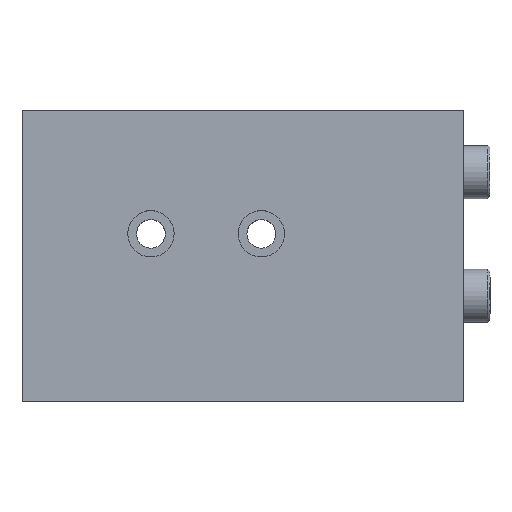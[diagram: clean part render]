
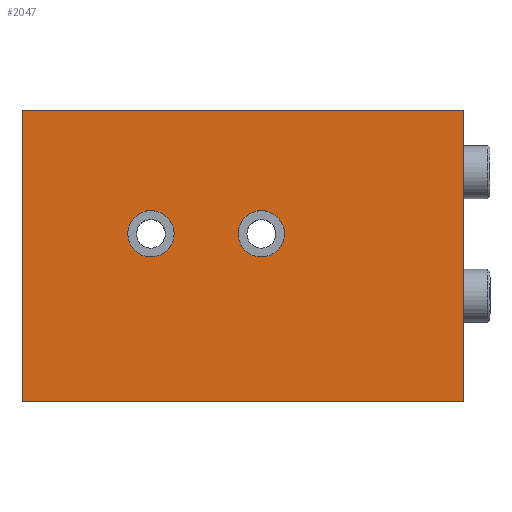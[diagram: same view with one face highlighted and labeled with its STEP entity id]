
A CAD part, top view. The second image highlights one B-rep face of the part: STEP entity #2047.
In plain terms, the highlighted planar face has unit normal (0, 0, 1).
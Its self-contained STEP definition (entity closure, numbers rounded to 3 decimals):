
#1637=CARTESIAN_POINT('',(10.45,16.0,32.0));
#1638=VERTEX_POINT('',#1637);
#1639=CARTESIAN_POINT('',(5.2,16.0,32.0));
#1640=DIRECTION('',(0.0,0.0,-1.0));
#1641=DIRECTION('',(1.0,0.0,0.0));
#1642=AXIS2_PLACEMENT_3D('',#1639,#1640,#1641);
#1643=CIRCLE('',#1642,5.25);
#1644=EDGE_CURVE('',#1638,#1638,#1643,.T.);
#1705=CARTESIAN_POINT('',(35.45,16.0,32.0));
#1706=VERTEX_POINT('',#1705);
#1707=CARTESIAN_POINT('',(30.2,16.0,32.0));
#1708=DIRECTION('',(0.0,0.0,-1.0));
#1709=DIRECTION('',(1.0,0.0,0.0));
#1710=AXIS2_PLACEMENT_3D('',#1707,#1708,#1709);
#1711=CIRCLE('',#1710,5.25);
#1712=EDGE_CURVE('',#1706,#1706,#1711,.T.);
#1899=CARTESIAN_POINT('',(76.0,44.0,32.0));
#1900=VERTEX_POINT('',#1899);
#1901=CARTESIAN_POINT('',(76.0,-22.,32.0));
#1902=VERTEX_POINT('',#1901);
#1903=CARTESIAN_POINT('',(76.0,44.0,32.0));
#1904=DIRECTION('',(0.0,-1.0,0.0));
#1905=VECTOR('',#1904,66.);
#1906=LINE('',#1903,#1905);
#1907=EDGE_CURVE('',#1900,#1902,#1906,.T.);
#1945=CARTESIAN_POINT('',(-24.,-22.0,32.0));
#1946=VERTEX_POINT('',#1945);
#1947=CARTESIAN_POINT('',(76.0,-22.,32.0));
#1948=DIRECTION('',(-1.0,0.0,0.0));
#1949=VECTOR('',#1948,100.);
#1950=LINE('',#1947,#1949);
#1951=EDGE_CURVE('',#1902,#1946,#1950,.T.);
#1979=CARTESIAN_POINT('',(-24.,44.0,32.0));
#1980=VERTEX_POINT('',#1979);
#1981=CARTESIAN_POINT('',(-24.,-22.0,32.0));
#1982=DIRECTION('',(0.0,1.0,0.0));
#1983=VECTOR('',#1982,66.0);
#1984=LINE('',#1981,#1983);
#1985=EDGE_CURVE('',#1946,#1980,#1984,.T.);
#2010=CARTESIAN_POINT('',(-24.,44.0,32.0));
#2011=DIRECTION('',(1.0,0.0,0.0));
#2012=VECTOR('',#2011,100.0);
#2013=LINE('',#2010,#2012);
#2014=EDGE_CURVE('',#1980,#1900,#2013,.T.);
#2030=CARTESIAN_POINT('',(26.,11.,32.0));
#2031=DIRECTION('',(0.0,0.0,1.0));
#2032=DIRECTION('',(1.0,0.0,0.0));
#2033=AXIS2_PLACEMENT_3D('',#2030,#2031,#2032);
#2034=PLANE('',#2033);
#2035=ORIENTED_EDGE('',*,*,#1907,.F.);
#2036=ORIENTED_EDGE('',*,*,#2014,.F.);
#2037=ORIENTED_EDGE('',*,*,#1985,.F.);
#2038=ORIENTED_EDGE('',*,*,#1951,.F.);
#2039=EDGE_LOOP('',(#2035,#2036,#2037,#2038));
#2040=FACE_OUTER_BOUND('',#2039,.T.);
#2041=ORIENTED_EDGE('',*,*,#1644,.T.);
#2042=EDGE_LOOP('',(#2041));
#2043=FACE_BOUND('',#2042,.T.);
#2044=ORIENTED_EDGE('',*,*,#1712,.T.);
#2045=EDGE_LOOP('',(#2044));
#2046=FACE_BOUND('',#2045,.T.);
#2047=ADVANCED_FACE('',(#2040,#2043,#2046),#2034,.T.);
